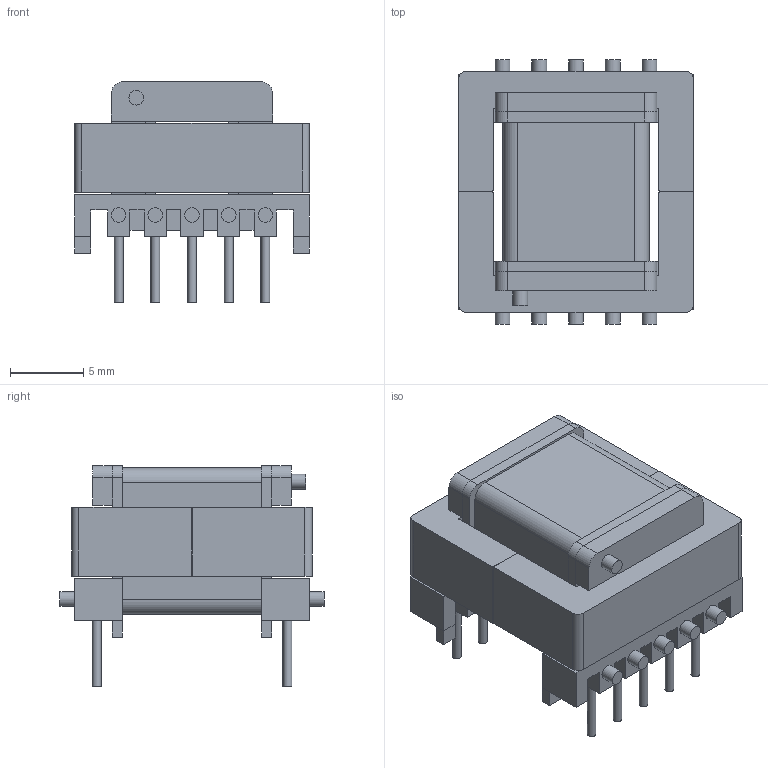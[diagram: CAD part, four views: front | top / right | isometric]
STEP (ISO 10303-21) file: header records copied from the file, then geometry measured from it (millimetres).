
FILE_DESCRIPTION(('FreeCAD Model'),'2;1');
FILE_NAME('EE16_8_5_5+5_HG_tx.step','2021-03-06T19:34:13',('Author'),(''), 'Open CASCADE STEP processor 7.3','FreeCAD','Unknown');
FILE_SCHEMA(('AUTOMOTIVE_DESIGN { 1 0 10303 214 1 1 1 1 }'));
Length unit declared in the file: millimetre
Products named in the file (1): Fusion003
Bounding box: 16 x 18 x 15.05 mm (x, y, z)
Volume: 1973.7 mm3; surface area: 2846.1 mm2
Topology: 3 solids, 4 shells, 251 faces, 610 edges, 386 vertices
Faces by surface type: plane 202, cylinder 49
Full cylindrical faces by diameter (mm): 0.6 x10, 1 x11
Entity records: 16983 total; most frequent: CARTESIAN_POINT 2652, DIRECTION 2393, LINE 1628, VECTOR 1628, ORIENTED_EDGE 1220, PCURVE 1220, DEFINITIONAL_REPRESENTATION 1220, EDGE_CURVE 610
